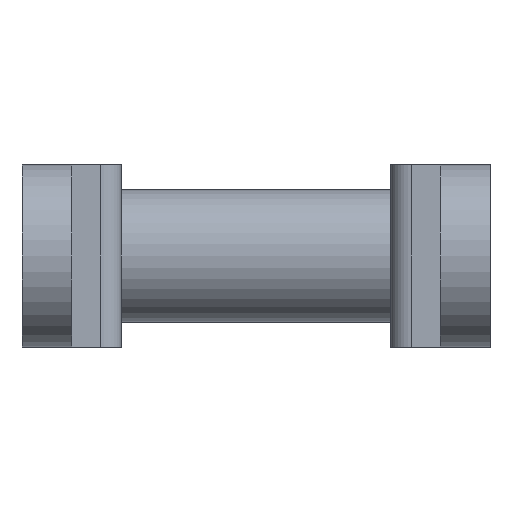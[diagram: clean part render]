
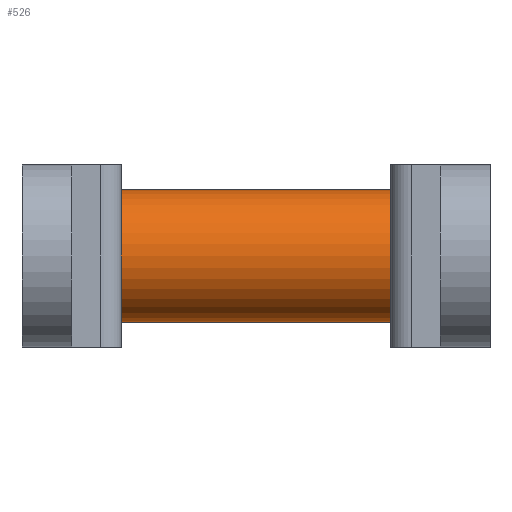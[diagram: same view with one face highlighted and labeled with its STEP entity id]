
A CAD part, front view. The second image highlights one B-rep face of the part: STEP entity #526.
In plain terms, the highlighted cylindrical face has radius 1.6 mm (diameter 3.2 mm), a full revolution.
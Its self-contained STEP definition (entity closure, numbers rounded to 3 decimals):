
#178=CARTESIAN_POINT('',(-3.25,0.,1.6));
#179=VERTEX_POINT('',#178);
#180=CARTESIAN_POINT('',(-3.25,0.,0.0));
#181=DIRECTION('',(-1.0,0.0,0.0));
#182=DIRECTION('',(0.0,0.0,-1.0));
#183=AXIS2_PLACEMENT_3D('',#180,#181,#182);
#184=CIRCLE('',#183,1.6);
#185=EDGE_CURVE('',#179,#179,#184,.T.);
#507=CARTESIAN_POINT('',(3.25,0.,0.0));
#508=DIRECTION('',(-1.0,0.,0.0));
#509=DIRECTION('',(0.0,0.0,-1.0));
#510=AXIS2_PLACEMENT_3D('',#507,#508,#509);
#511=CYLINDRICAL_SURFACE('',#510,1.6);
#512=ORIENTED_EDGE('',*,*,#185,.F.);
#513=EDGE_LOOP('',(#512));
#514=FACE_OUTER_BOUND('',#513,.T.);
#515=CARTESIAN_POINT('',(3.25,0.,1.6));
#516=VERTEX_POINT('',#515);
#517=CARTESIAN_POINT('',(3.25,0.,0.0));
#518=DIRECTION('',(1.0,0.0,0.0));
#519=DIRECTION('',(0.0,0.0,-1.0));
#520=AXIS2_PLACEMENT_3D('',#517,#518,#519);
#521=CIRCLE('',#520,1.6);
#522=EDGE_CURVE('',#516,#516,#521,.T.);
#523=ORIENTED_EDGE('',*,*,#522,.F.);
#524=EDGE_LOOP('',(#523));
#525=FACE_BOUND('',#524,.T.);
#526=ADVANCED_FACE('',(#514,#525),#511,.T.);
